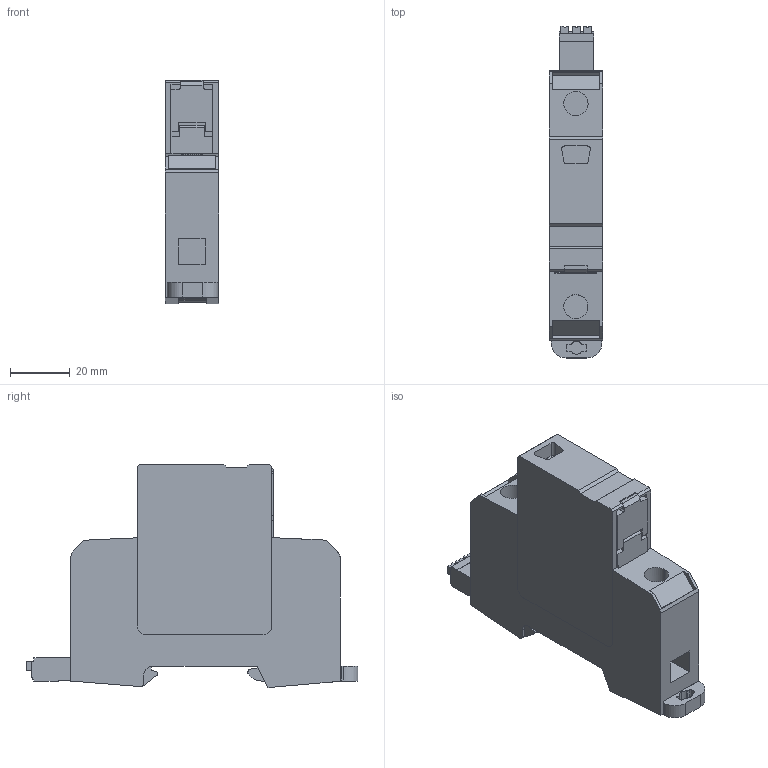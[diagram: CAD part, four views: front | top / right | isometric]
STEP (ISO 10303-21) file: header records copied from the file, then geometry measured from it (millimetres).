
FILE_DESCRIPTION(('CATIA V5 STEP Exchange','CAx-IF Rec.Pracs.--- Model Styling and Organization---1.4--- 2014-01-23'),'2;1');
FILE_NAME ('D1361117_4', '2019-02-13T12:31:10+00:00', ('none'), ('Weidmueller'), 'CATIA Version 5-6 Release 2016 SP3 HF44', 'CATIA V5 STEP AP214', 'none');
FILE_SCHEMA(('AUTOMOTIVE_DESIGN { 1 0 10303 214 1 1 1 1 }'));
Length unit declared in the file: millimetre
Products named in the file (1): 2591300000
Bounding box: 18 x 111.13 x 74.75 mm (x, y, z)
Volume: 90660 mm3; surface area: 29293.6 mm2
Topology: 16 solids, 16 shells, 533 faces, 1488 edges, 1019 vertices
Faces by surface type: plane 414, cylinder 91, extrusion 22, cone 6
Entity records: 17625 total; most frequent: CARTESIAN_POINT 3728, ORIENTED_EDGE 2976, DIRECTION 2288, EDGE_CURVE 1488, VECTOR 1186, LINE 1164, VERTEX_POINT 1019, AXIS2_PLACEMENT_3D 654
